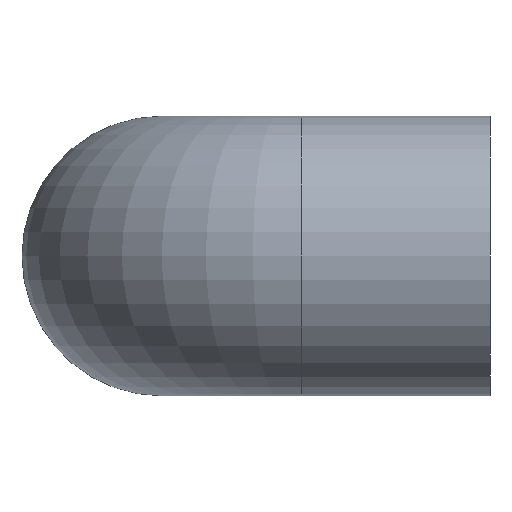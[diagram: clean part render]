
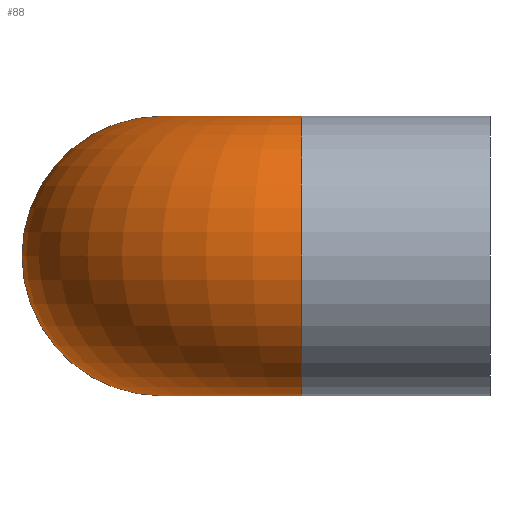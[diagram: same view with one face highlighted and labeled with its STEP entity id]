
A CAD part, left-side view. The second image highlights one B-rep face of the part: STEP entity #88.
In plain terms, the highlighted toroidal (fillet/blend) face has major radius 112.5 mm and minor radius 112.5 mm.
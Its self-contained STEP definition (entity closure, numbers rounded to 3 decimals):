
#6 = EDGE_CURVE ( 'NONE', #411, #405, #422, .T. ) ;
#23 = AXIS2_PLACEMENT_3D ( 'NONE', #257, #425, #29 ) ;
#24 = DIRECTION ( 'NONE',  ( 0., 0., 1. ) ) ;
#25 = CIRCLE ( 'NONE', #23, 112.5 ) ;
#27 = DIRECTION ( 'NONE',  ( 1., 0., 0. ) ) ;
#29 = DIRECTION ( 'NONE',  ( 0., 0., 1. ) ) ;
#30 = CARTESIAN_POINT ( 'NONE',  ( 112.5, 264., 0. ) ) ;
#76 = EDGE_CURVE ( 'NONE', #405, #427, #278, .T. ) ;
#77 = CARTESIAN_POINT ( 'NONE',  ( 112.5, 151.5, 0. ) ) ;
#81 = DIRECTION ( 'NONE',  ( 0., 0., 1. ) ) ;
#83 = DIRECTION ( 'NONE',  ( 1., 0., 0. ) ) ;
#84 = CARTESIAN_POINT ( 'NONE',  ( 112.5, 264., 0. ) ) ;
#88 = ADVANCED_FACE ( 'NONE', ( #162 ), #258, .T. ) ;
#90 = AXIS2_PLACEMENT_3D ( 'NONE', #30, #27, #24 ) ;
#92 = CIRCLE ( 'NONE', #90, 112.5 ) ;
#95 = EDGE_CURVE ( 'NONE', #427, #411, #244, .T. ) ;
#151 = DIRECTION ( 'NONE',  ( 0., 0., 1. ) ) ;
#152 = DIRECTION ( 'NONE',  ( 0., 1., 0. ) ) ;
#154 = DIRECTION ( 'NONE',  ( -1., 0., 0. ) ) ;
#155 = DIRECTION ( 'NONE',  ( 0., 0., -1. ) ) ;
#157 = AXIS2_PLACEMENT_3D ( 'NONE', #84, #83, #81 ) ;
#158 = CARTESIAN_POINT ( 'NONE',  ( 112.5, 151.5, 0. ) ) ;
#160 = CARTESIAN_POINT ( 'NONE',  ( 0., 151.5, 0. ) ) ;
#162 = FACE_OUTER_BOUND ( 'NONE', #378, .T. ) ;
#168 = CIRCLE ( 'NONE', #157, 112.5 ) ;
#173 = DIRECTION ( 'NONE',  ( 0., 0., 1. ) ) ;
#175 = CARTESIAN_POINT ( 'NONE',  ( 112.5, 264., 112.5 ) ) ;
#176 = DIRECTION ( 'NONE',  ( 0., 1., 0. ) ) ;
#177 = CARTESIAN_POINT ( 'NONE',  ( 0., 151.5, 0. ) ) ;
#187 = EDGE_CURVE ( 'NONE', #427, #421, #168, .T. ) ;
#238 = AXIS2_PLACEMENT_3D ( 'NONE', #160, #152, #151 ) ;
#244 = CIRCLE ( 'NONE', #238, 112.5 ) ;
#245 = AXIS2_PLACEMENT_3D ( 'NONE', #158, #155, #154 ) ;
#257 = CARTESIAN_POINT ( 'NONE',  ( 112.5, 264., 0. ) ) ;
#258 = TOROIDAL_SURFACE ( 'NONE', #245, 112.5, 112.5 ) ;
#260 = DIRECTION ( 'NONE',  ( 0., 0., 1. ) ) ;
#262 = DIRECTION ( 'NONE',  ( 0., 1., 0. ) ) ;
#263 = CARTESIAN_POINT ( 'NONE',  ( 0., 151.5, 0. ) ) ;
#268 = AXIS2_PLACEMENT_3D ( 'NONE', #177, #176, #173 ) ;
#278 = CIRCLE ( 'NONE', #268, 112.5 ) ;
#292 = ORIENTED_EDGE ( 'NONE', *, *, #95, .T. ) ;
#294 = ORIENTED_EDGE ( 'NONE', *, *, #6, .T. ) ;
#295 = ORIENTED_EDGE ( 'NONE', *, *, #76, .T. ) ;
#296 = CARTESIAN_POINT ( 'NONE',  ( 112.5, 264., -112.5 ) ) ;
#297 = ORIENTED_EDGE ( 'NONE', *, *, #326, .F. ) ;
#298 = ORIENTED_EDGE ( 'NONE', *, *, #446, .F. ) ;
#326 = EDGE_CURVE ( 'NONE', #406, #427, #92, .T. ) ;
#378 = EDGE_LOOP ( 'NONE', ( #445, #292, #294, #295, #297, #298 ) ) ;
#405 = VERTEX_POINT ( 'NONE', #481 ) ;
#406 = VERTEX_POINT ( 'NONE', #175 ) ;
#411 = VERTEX_POINT ( 'NONE', #469 ) ;
#412 = AXIS2_PLACEMENT_3D ( 'NONE', #263, #262, #260 ) ;
#421 = VERTEX_POINT ( 'NONE', #296 ) ;
#422 = CIRCLE ( 'NONE', #412, 112.5 ) ;
#425 = DIRECTION ( 'NONE',  ( 1., 0., 0. ) ) ;
#427 = VERTEX_POINT ( 'NONE', #77 ) ;
#445 = ORIENTED_EDGE ( 'NONE', *, *, #187, .F. ) ;
#446 = EDGE_CURVE ( 'NONE', #421, #406, #25, .T. ) ;
#469 = CARTESIAN_POINT ( 'NONE',  ( 0., 151.5, -112.5 ) ) ;
#481 = CARTESIAN_POINT ( 'NONE',  ( 0., 151.5, 112.5 ) ) ;
